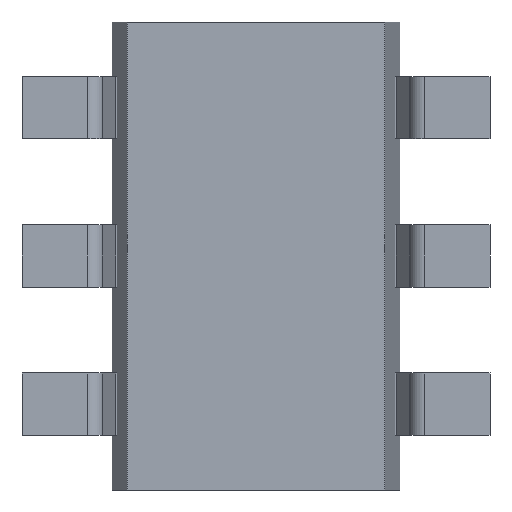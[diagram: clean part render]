
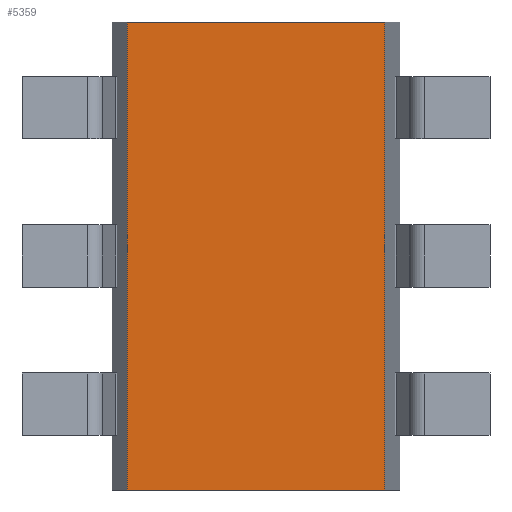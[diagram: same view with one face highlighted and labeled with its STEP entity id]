
A CAD part, front view. The second image highlights one B-rep face of the part: STEP entity #5359.
In plain terms, the highlighted planar face has unit normal (0, -1, 0).
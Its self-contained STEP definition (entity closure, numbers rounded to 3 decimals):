
#4932 = PLANE('',#4933);
#4933 = AXIS2_PLACEMENT_3D('',#4934,#4935,#4936);
#4934 = CARTESIAN_POINT('',(-0.825,0.1,-1.5));
#4935 = DIRECTION('',(-0.987,-0.161,0.));
#4936 = DIRECTION('',(-0.161,0.987,0.));
#4960 = PLANE('',#4961);
#4961 = AXIS2_PLACEMENT_3D('',#4962,#4963,#4964);
#4962 = CARTESIAN_POINT('',(0.,0.601,1.5));
#4963 = DIRECTION('',(-0.,-0.,-1.));
#4964 = DIRECTION('',(-1.,0.,0.));
#5014 = PLANE('',#5015);
#5015 = AXIS2_PLACEMENT_3D('',#5016,#5017,#5018);
#5016 = CARTESIAN_POINT('',(0.,0.601,-1.5));
#5017 = DIRECTION('',(-0.,-0.,-1.));
#5018 = DIRECTION('',(-1.,0.,0.));
#5029 = EDGE_CURVE('',#5030,#5032,#5034,.T.);
#5030 = VERTEX_POINT('',#5031);
#5031 = CARTESIAN_POINT('',(-0.825,0.1,-1.5));
#5032 = VERTEX_POINT('',#5033);
#5033 = CARTESIAN_POINT('',(-0.825,0.1,1.5));
#5034 = SURFACE_CURVE('',#5035,(#5039,#5046),.PCURVE_S1.);
#5035 = LINE('',#5036,#5037);
#5036 = CARTESIAN_POINT('',(-0.825,0.1,-1.5));
#5037 = VECTOR('',#5038,1.);
#5038 = DIRECTION('',(0.,0.,1.));
#5039 = PCURVE('',#4932,#5040);
#5040 = DEFINITIONAL_REPRESENTATION('',(#5041),#5045);
#5041 = LINE('',#5042,#5043);
#5042 = CARTESIAN_POINT('',(0.,0.));
#5043 = VECTOR('',#5044,1.);
#5044 = DIRECTION('',(0.,-1.));
#5045 = ( GEOMETRIC_REPRESENTATION_CONTEXT(2) 
PARAMETRIC_REPRESENTATION_CONTEXT() REPRESENTATION_CONTEXT('2D SPACE',''
  ) );
#5046 = PCURVE('',#5047,#5052);
#5047 = PLANE('',#5048);
#5048 = AXIS2_PLACEMENT_3D('',#5049,#5050,#5051);
#5049 = CARTESIAN_POINT('',(0.825,0.1,-1.5));
#5050 = DIRECTION('',(0.,-1.,0.));
#5051 = DIRECTION('',(-1.,0.,0.));
#5052 = DEFINITIONAL_REPRESENTATION('',(#5053),#5057);
#5053 = LINE('',#5054,#5055);
#5054 = CARTESIAN_POINT('',(1.65,0.));
#5055 = VECTOR('',#5056,1.);
#5056 = DIRECTION('',(0.,-1.));
#5057 = ( GEOMETRIC_REPRESENTATION_CONTEXT(2) 
PARAMETRIC_REPRESENTATION_CONTEXT() REPRESENTATION_CONTEXT('2D SPACE',''
  ) );
#5238 = VERTEX_POINT('',#5239);
#5239 = CARTESIAN_POINT('',(0.825,0.1,-1.5));
#5253 = PLANE('',#5254);
#5254 = AXIS2_PLACEMENT_3D('',#5255,#5256,#5257);
#5255 = CARTESIAN_POINT('',(0.923,0.7,-1.5));
#5256 = DIRECTION('',(0.987,-0.161,0.));
#5257 = DIRECTION('',(-0.161,-0.987,0.));
#5265 = EDGE_CURVE('',#5238,#5030,#5266,.T.);
#5266 = SURFACE_CURVE('',#5267,(#5271,#5278),.PCURVE_S1.);
#5267 = LINE('',#5268,#5269);
#5268 = CARTESIAN_POINT('',(0.825,0.1,-1.5));
#5269 = VECTOR('',#5270,1.);
#5270 = DIRECTION('',(-1.,0.,0.));
#5271 = PCURVE('',#5014,#5272);
#5272 = DEFINITIONAL_REPRESENTATION('',(#5273),#5277);
#5273 = LINE('',#5274,#5275);
#5274 = CARTESIAN_POINT('',(-0.825,-0.501));
#5275 = VECTOR('',#5276,1.);
#5276 = DIRECTION('',(1.,0.));
#5277 = ( GEOMETRIC_REPRESENTATION_CONTEXT(2) 
PARAMETRIC_REPRESENTATION_CONTEXT() REPRESENTATION_CONTEXT('2D SPACE',''
  ) );
#5278 = PCURVE('',#5047,#5279);
#5279 = DEFINITIONAL_REPRESENTATION('',(#5280),#5284);
#5280 = LINE('',#5281,#5282);
#5281 = CARTESIAN_POINT('',(0.,0.));
#5282 = VECTOR('',#5283,1.);
#5283 = DIRECTION('',(1.,0.));
#5284 = ( GEOMETRIC_REPRESENTATION_CONTEXT(2) 
PARAMETRIC_REPRESENTATION_CONTEXT() REPRESENTATION_CONTEXT('2D SPACE',''
  ) );
#5316 = VERTEX_POINT('',#5317);
#5317 = CARTESIAN_POINT('',(0.825,0.1,1.5));
#5338 = EDGE_CURVE('',#5316,#5032,#5339,.T.);
#5339 = SURFACE_CURVE('',#5340,(#5344,#5351),.PCURVE_S1.);
#5340 = LINE('',#5341,#5342);
#5341 = CARTESIAN_POINT('',(0.825,0.1,1.5));
#5342 = VECTOR('',#5343,1.);
#5343 = DIRECTION('',(-1.,0.,0.));
#5344 = PCURVE('',#4960,#5345);
#5345 = DEFINITIONAL_REPRESENTATION('',(#5346),#5350);
#5346 = LINE('',#5347,#5348);
#5347 = CARTESIAN_POINT('',(-0.825,-0.501));
#5348 = VECTOR('',#5349,1.);
#5349 = DIRECTION('',(1.,0.));
#5350 = ( GEOMETRIC_REPRESENTATION_CONTEXT(2) 
PARAMETRIC_REPRESENTATION_CONTEXT() REPRESENTATION_CONTEXT('2D SPACE',''
  ) );
#5351 = PCURVE('',#5047,#5352);
#5352 = DEFINITIONAL_REPRESENTATION('',(#5353),#5357);
#5353 = LINE('',#5354,#5355);
#5354 = CARTESIAN_POINT('',(0.,-3.));
#5355 = VECTOR('',#5356,1.);
#5356 = DIRECTION('',(1.,0.));
#5357 = ( GEOMETRIC_REPRESENTATION_CONTEXT(2) 
PARAMETRIC_REPRESENTATION_CONTEXT() REPRESENTATION_CONTEXT('2D SPACE',''
  ) );
#5359 = ADVANCED_FACE('',(#5360),#5047,.T.);
#5360 = FACE_BOUND('',#5361,.T.);
#5361 = EDGE_LOOP('',(#5362,#5383,#5384,#5385));
#5362 = ORIENTED_EDGE('',*,*,#5363,.T.);
#5363 = EDGE_CURVE('',#5238,#5316,#5364,.T.);
#5364 = SURFACE_CURVE('',#5365,(#5369,#5376),.PCURVE_S1.);
#5365 = LINE('',#5366,#5367);
#5366 = CARTESIAN_POINT('',(0.825,0.1,-1.5));
#5367 = VECTOR('',#5368,1.);
#5368 = DIRECTION('',(0.,0.,1.));
#5369 = PCURVE('',#5047,#5370);
#5370 = DEFINITIONAL_REPRESENTATION('',(#5371),#5375);
#5371 = LINE('',#5372,#5373);
#5372 = CARTESIAN_POINT('',(0.,0.));
#5373 = VECTOR('',#5374,1.);
#5374 = DIRECTION('',(0.,-1.));
#5375 = ( GEOMETRIC_REPRESENTATION_CONTEXT(2) 
PARAMETRIC_REPRESENTATION_CONTEXT() REPRESENTATION_CONTEXT('2D SPACE',''
  ) );
#5376 = PCURVE('',#5253,#5377);
#5377 = DEFINITIONAL_REPRESENTATION('',(#5378),#5382);
#5378 = LINE('',#5379,#5380);
#5379 = CARTESIAN_POINT('',(0.608,0.));
#5380 = VECTOR('',#5381,1.);
#5381 = DIRECTION('',(0.,-1.));
#5382 = ( GEOMETRIC_REPRESENTATION_CONTEXT(2) 
PARAMETRIC_REPRESENTATION_CONTEXT() REPRESENTATION_CONTEXT('2D SPACE',''
  ) );
#5383 = ORIENTED_EDGE('',*,*,#5338,.T.);
#5384 = ORIENTED_EDGE('',*,*,#5029,.F.);
#5385 = ORIENTED_EDGE('',*,*,#5265,.F.);
